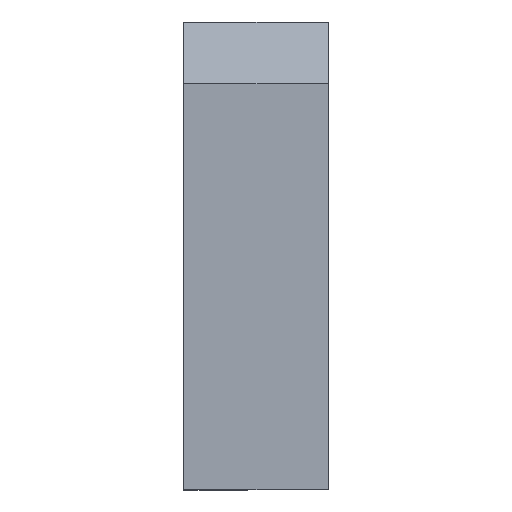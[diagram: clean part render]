
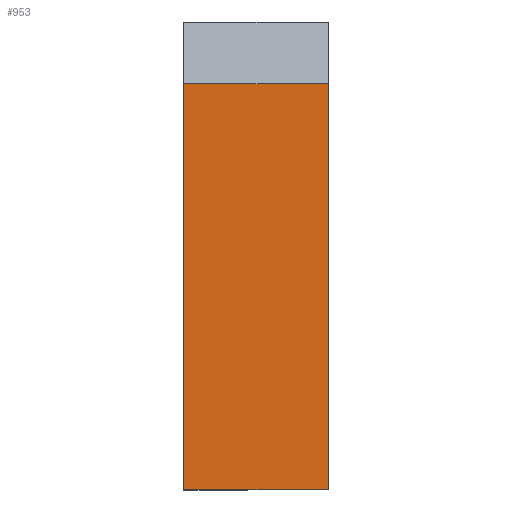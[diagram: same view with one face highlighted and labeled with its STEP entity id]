
A CAD part, left-side view. The second image highlights one B-rep face of the part: STEP entity #953.
In plain terms, the highlighted planar face has unit normal (-1, 0, 0).
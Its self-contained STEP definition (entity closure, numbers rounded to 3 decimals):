
#40 = ORIENTED_EDGE ( 'NONE', *, *, #725, .F. ) ;
#46 = VECTOR ( 'NONE', #479, 1000. ) ;
#53 = DIRECTION ( 'NONE',  ( 0., 0., -1. ) ) ;
#128 = CARTESIAN_POINT ( 'NONE',  ( 0., 14., -6. ) ) ;
#141 = EDGE_CURVE ( 'NONE', #743, #262, #1033, .T. ) ;
#146 = CARTESIAN_POINT ( 'NONE',  ( 0., 14., -45.36 ) ) ;
#181 = ORIENTED_EDGE ( 'NONE', *, *, #302, .T. ) ;
#262 = VERTEX_POINT ( 'NONE', #348 ) ;
#302 = EDGE_CURVE ( 'NONE', #1026, #639, #407, .T. ) ;
#316 = CARTESIAN_POINT ( 'NONE',  ( 0., 0., -45.36 ) ) ;
#348 = CARTESIAN_POINT ( 'NONE',  ( 0., 0., -45.36 ) ) ;
#361 = FACE_OUTER_BOUND ( 'NONE', #963, .T. ) ;
#376 = ORIENTED_EDGE ( 'NONE', *, *, #141, .T. ) ;
#379 = VECTOR ( 'NONE', #541, 1000. ) ;
#407 = LINE ( 'NONE', #472, #46 ) ;
#435 = CARTESIAN_POINT ( 'NONE',  ( 0., 14., -45.36 ) ) ;
#472 = CARTESIAN_POINT ( 'NONE',  ( 0., 14., -6. ) ) ;
#479 = DIRECTION ( 'NONE',  ( 0., 1., 0. ) ) ;
#497 = AXIS2_PLACEMENT_3D ( 'NONE', #435, #672, #53 ) ;
#541 = DIRECTION ( 'NONE',  ( 0., -1., 0. ) ) ;
#621 = DIRECTION ( 'NONE',  ( 0., 0., 1. ) ) ;
#639 = VERTEX_POINT ( 'NONE', #128 ) ;
#672 = DIRECTION ( 'NONE',  ( 1., 0., 0. ) ) ;
#685 = EDGE_CURVE ( 'NONE', #262, #1026, #935, .T. ) ;
#699 = LINE ( 'NONE', #711, #776 ) ;
#711 = CARTESIAN_POINT ( 'NONE',  ( 0., 14., -45.36 ) ) ;
#716 = CARTESIAN_POINT ( 'NONE',  ( 0., 14., -45.36 ) ) ;
#725 = EDGE_CURVE ( 'NONE', #743, #639, #699, .T. ) ;
#743 = VERTEX_POINT ( 'NONE', #716 ) ;
#745 = VECTOR ( 'NONE', #621, 1000. ) ;
#750 = PLANE ( 'NONE',  #497 ) ;
#776 = VECTOR ( 'NONE', #854, 1000. ) ;
#854 = DIRECTION ( 'NONE',  ( 0., 0., 1. ) ) ;
#892 = ORIENTED_EDGE ( 'NONE', *, *, #685, .T. ) ;
#935 = LINE ( 'NONE', #316, #745 ) ;
#953 = ADVANCED_FACE ( 'NONE', ( #361 ), #750, .F. ) ;
#963 = EDGE_LOOP ( 'NONE', ( #892, #181, #40, #376 ) ) ;
#1007 = CARTESIAN_POINT ( 'NONE',  ( 0., 0., -6. ) ) ;
#1026 = VERTEX_POINT ( 'NONE', #1007 ) ;
#1033 = LINE ( 'NONE', #146, #379 ) ;
